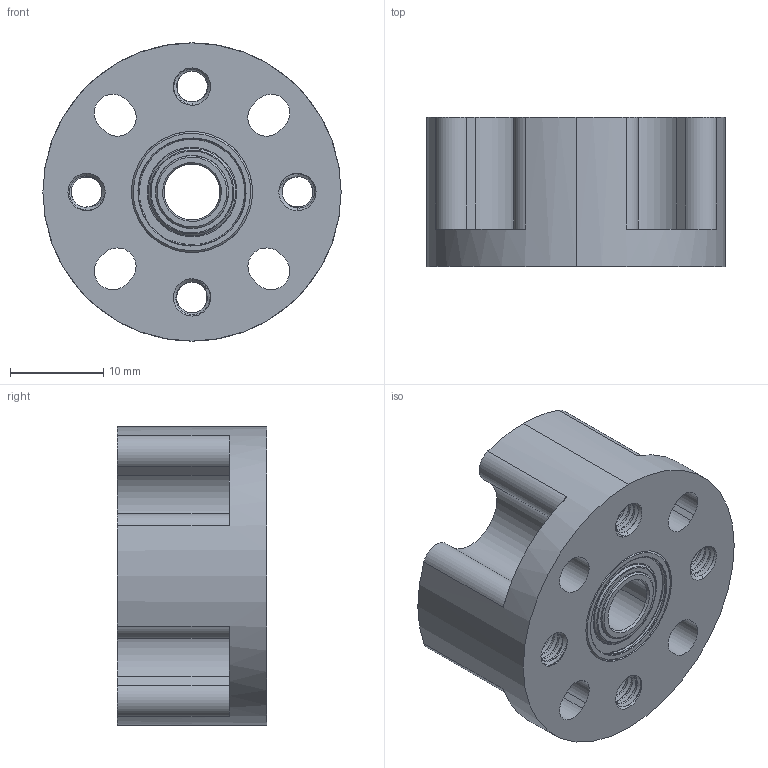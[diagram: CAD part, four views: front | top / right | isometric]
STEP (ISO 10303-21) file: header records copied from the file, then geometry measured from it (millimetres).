
FILE_DESCRIPTION (( 'STEP AP203' ), '1' );
FILE_NAME ('1614-1616-0006 assembly.STEP', '2018-06-14T19:17:33', ( '' ), ( '' ), 'SwSTEP 2.0', 'SolidWorks 2016', '' );
FILE_SCHEMA (( 'CONFIG_CONTROL_DESIGN' ));
Length unit declared in the file: millimetre
Products named in the file (3): 1600-0513-0006; 1614-1616-0006; 1614-1616-0006 assembly
Assembly tree (3 placements, depth 2):
  1614-1616-0006 assembly
    1614-1616-0006
    1600-0513-0006  x2
Bounding box: 32 x 16 x 32 mm (x, y, z)
Volume: 7866.9 mm3; surface area: 6555.2 mm2
Topology: 7 solids, 7 shells, 622 faces, 1666 edges, 1080 vertices
Faces by surface type: cylinder 446, cone 72, plane 56, torus 40, bspline 8
Entity records: 30027 total; most frequent: CARTESIAN_POINT 17834, ORIENTED_EDGE 3020, DIRECTION 2062, EDGE_CURVE 1510, VERTEX_POINT 988, AXIS2_PLACEMENT_3D 776, EDGE_LOOP 574, FACE_OUTER_BOUND 542
